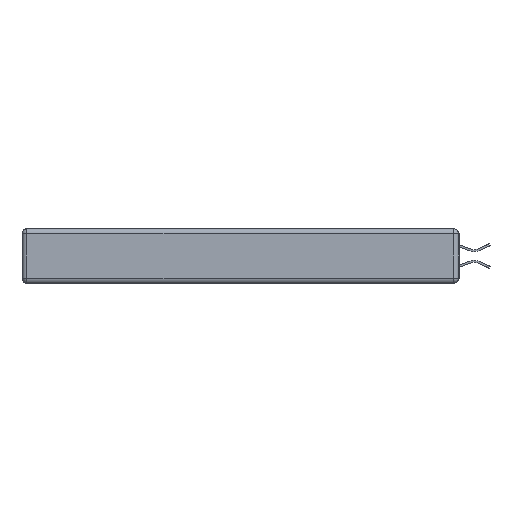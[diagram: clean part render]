
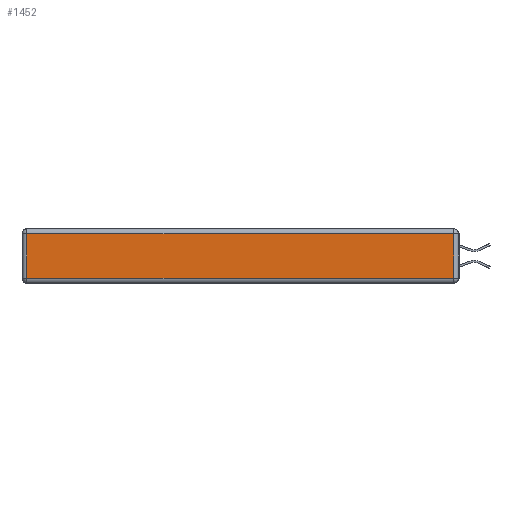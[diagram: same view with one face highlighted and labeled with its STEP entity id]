
A CAD part, left-side view. The second image highlights one B-rep face of the part: STEP entity #1452.
In plain terms, the highlighted planar face has unit normal (-1, 0, 0).
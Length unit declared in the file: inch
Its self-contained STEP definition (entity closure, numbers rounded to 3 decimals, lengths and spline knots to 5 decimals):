
#1452 = ADVANCED_FACE ( 'NONE', ( #13630 ), #20504, .T. ) ;
#2166 = DIRECTION ( 'NONE',  ( 0., 1., 0. ) ) ;
#2389 = DIRECTION ( 'NONE',  ( -1., 0., 0. ) ) ;
#2578 = EDGE_CURVE ( 'NONE', #20615, #11038, #18526, .T. ) ;
#2702 = EDGE_LOOP ( 'NONE', ( #23461, #10819, #8963, #11474 ) ) ;
#3581 = CARTESIAN_POINT ( 'NONE',  ( 0., 0.03, -0.03 ) ) ;
#3754 = EDGE_CURVE ( 'NONE', #12129, #20615, #19321, .T. ) ;
#3826 = LINE ( 'NONE', #7968, #14060 ) ;
#5785 = AXIS2_PLACEMENT_3D ( 'NONE', #13284, #2389, #15134 ) ;
#5871 = CARTESIAN_POINT ( 'NONE',  ( 0., 0., -0.313 ) ) ;
#7968 = CARTESIAN_POINT ( 'NONE',  ( 0., 2.72, -0.343 ) ) ;
#8963 = ORIENTED_EDGE ( 'NONE', *, *, #13142, .T. ) ;
#9070 = CARTESIAN_POINT ( 'NONE',  ( 0., 2.72, -0.03 ) ) ;
#10248 = CARTESIAN_POINT ( 'NONE',  ( 0., 2.72, -0.313 ) ) ;
#10819 = ORIENTED_EDGE ( 'NONE', *, *, #2578, .T. ) ;
#10914 = VECTOR ( 'NONE', #2166, 39.37008 ) ;
#11038 = VERTEX_POINT ( 'NONE', #3581 ) ;
#11474 = ORIENTED_EDGE ( 'NONE', *, *, #20037, .T. ) ;
#11557 = DIRECTION ( 'NONE',  ( 0., 0., -1. ) ) ;
#12129 = VERTEX_POINT ( 'NONE', #10248 ) ;
#12302 = DIRECTION ( 'NONE',  ( 0., 0., 1. ) ) ;
#13122 = VECTOR ( 'NONE', #12302, 39.37008 ) ;
#13142 = EDGE_CURVE ( 'NONE', #11038, #14713, #22605, .T. ) ;
#13284 = CARTESIAN_POINT ( 'NONE',  ( 0., 0., -0.343 ) ) ;
#13351 = VECTOR ( 'NONE', #16561, 39.37008 ) ;
#13630 = FACE_OUTER_BOUND ( 'NONE', #2702, .T. ) ;
#14060 = VECTOR ( 'NONE', #11557, 39.37008 ) ;
#14446 = CARTESIAN_POINT ( 'NONE',  ( 0., 0.03, -0.313 ) ) ;
#14713 = VERTEX_POINT ( 'NONE', #9070 ) ;
#15134 = DIRECTION ( 'NONE',  ( 0., 0., 1. ) ) ;
#16257 = CARTESIAN_POINT ( 'NONE',  ( 0., 2.75, -0.03 ) ) ;
#16561 = DIRECTION ( 'NONE',  ( 0., -1., 0. ) ) ;
#18526 = LINE ( 'NONE', #22579, #13122 ) ;
#19321 = LINE ( 'NONE', #5871, #13351 ) ;
#20037 = EDGE_CURVE ( 'NONE', #14713, #12129, #3826, .T. ) ;
#20504 = PLANE ( 'NONE',  #5785 ) ;
#20615 = VERTEX_POINT ( 'NONE', #14446 ) ;
#22579 = CARTESIAN_POINT ( 'NONE',  ( 0., 0.03, -0.343 ) ) ;
#22605 = LINE ( 'NONE', #16257, #10914 ) ;
#23461 = ORIENTED_EDGE ( 'NONE', *, *, #3754, .T. ) ;
